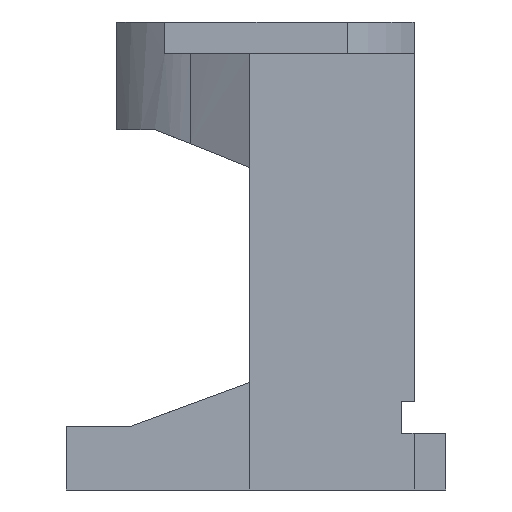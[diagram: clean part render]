
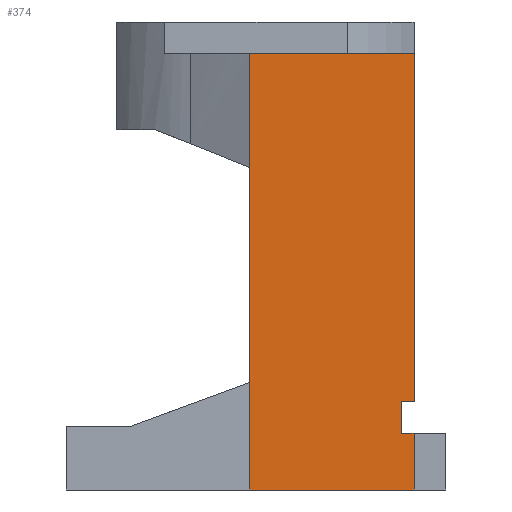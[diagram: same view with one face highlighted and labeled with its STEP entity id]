
A CAD part, left-side view. The second image highlights one B-rep face of the part: STEP entity #374.
In plain terms, the highlighted planar face has unit normal (-1, 0, 0).
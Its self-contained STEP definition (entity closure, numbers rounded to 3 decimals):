
#91 = VECTOR ( 'NONE', #1258, 1000. ) ;
#216 = AXIS2_PLACEMENT_3D ( 'NONE', #808, #809, #810 ) ;
#264 = EDGE_CURVE ( 'NONE', #2167, #2153, #2885, .T. ) ;
#270 = EDGE_CURVE ( 'NONE', #2171, #2137, #2890, .T. ) ;
#374 = ADVANCED_FACE ( 'NONE', ( #2987 ), #807, .T. ) ;
#419 = VECTOR ( 'NONE', #514, 1000. ) ;
#463 = VECTOR ( 'NONE', #501, 1000. ) ;
#500 = CARTESIAN_POINT ( 'NONE',  ( -32.5, -25., 64. ) ) ;
#501 = DIRECTION ( 'NONE',  ( 0., 0., -1. ) ) ;
#513 = CARTESIAN_POINT ( 'NONE',  ( -32.5, 1., 64. ) ) ;
#514 = DIRECTION ( 'NONE',  ( 0., -1., 0. ) ) ;
#807 = PLANE ( 'NONE',  #216 ) ;
#808 = CARTESIAN_POINT ( 'NONE',  ( -32.5, -25., 64. ) ) ;
#809 = DIRECTION ( 'NONE',  ( -1., 0., 0. ) ) ;
#810 = DIRECTION ( 'NONE',  ( 0., 1., 0. ) ) ;
#990 = VECTOR ( 'NONE', #1382, 1000. ) ;
#1000 = VECTOR ( 'NONE', #1402, 1000. ) ;
#1021 = VECTOR ( 'NONE', #1439, 1000. ) ;
#1028 = VECTOR ( 'NONE', #1450, 1000. ) ;
#1037 = VECTOR ( 'NONE', #1464, 1000. ) ;
#1257 = CARTESIAN_POINT ( 'NONE',  ( -32.5, -25., 64. ) ) ;
#1258 = DIRECTION ( 'NONE',  ( 0., 0., -1. ) ) ;
#1344 = CARTESIAN_POINT ( 'NONE',  ( -32.5, -25., 4. ) ) ;
#1348 = CARTESIAN_POINT ( 'NONE',  ( -32.5, 1., 64. ) ) ;
#1361 = CARTESIAN_POINT ( 'NONE',  ( -32.5, -23., 9. ) ) ;
#1362 = CARTESIAN_POINT ( 'NONE',  ( -32.5, -23., 4. ) ) ;
#1381 = CARTESIAN_POINT ( 'NONE',  ( -32.5, -23., 64. ) ) ;
#1382 = DIRECTION ( 'NONE',  ( 0., 0., -1. ) ) ;
#1401 = CARTESIAN_POINT ( 'NONE',  ( -32.5, 1., 64. ) ) ;
#1402 = DIRECTION ( 'NONE',  ( 0., 0., 1. ) ) ;
#1438 = CARTESIAN_POINT ( 'NONE',  ( -32.5, -25., 9. ) ) ;
#1439 = DIRECTION ( 'NONE',  ( 0., 1., 0. ) ) ;
#1449 = CARTESIAN_POINT ( 'NONE',  ( -32.5, -25., 4. ) ) ;
#1450 = DIRECTION ( 'NONE',  ( 0., -1., 0. ) ) ;
#1463 = CARTESIAN_POINT ( 'NONE',  ( -32.5, 1., -5. ) ) ;
#1464 = DIRECTION ( 'NONE',  ( 0., 1., 0. ) ) ;
#2137 = VERTEX_POINT ( 'NONE', #3477 ) ;
#2138 = VERTEX_POINT ( 'NONE', #3489 ) ;
#2142 = VERTEX_POINT ( 'NONE', #3135 ) ;
#2153 = VERTEX_POINT ( 'NONE', #3114 ) ;
#2167 = VERTEX_POINT ( 'NONE', #1344 ) ;
#2171 = VERTEX_POINT ( 'NONE', #1348 ) ;
#2184 = VERTEX_POINT ( 'NONE', #1361 ) ;
#2185 = VERTEX_POINT ( 'NONE', #1362 ) ;
#2320 = ORIENTED_EDGE ( 'NONE', *, *, #270, .F. ) ;
#2321 = ORIENTED_EDGE ( 'NONE', *, *, #3593, .F. ) ;
#2322 = ORIENTED_EDGE ( 'NONE', *, *, #3577, .F. ) ;
#2323 = ORIENTED_EDGE ( 'NONE', *, *, #3822, .F. ) ;
#2324 = ORIENTED_EDGE ( 'NONE', *, *, #3604, .F. ) ;
#2325 = ORIENTED_EDGE ( 'NONE', *, *, #264, .F. ) ;
#2326 = ORIENTED_EDGE ( 'NONE', *, *, #3598, .F. ) ;
#2328 = ORIENTED_EDGE ( 'NONE', *, *, #3570, .F. ) ;
#2589 = EDGE_LOOP ( 'NONE', ( #2321, #2323, #2320, #2322, #2324, #2325, #2326, #2328 ) ) ;
#2885 = LINE ( 'NONE', #500, #463 ) ;
#2890 = LINE ( 'NONE', #513, #419 ) ;
#2987 = FACE_OUTER_BOUND ( 'NONE', #2589, .T. ) ;
#3055 = LINE ( 'NONE', #1381, #990 ) ;
#3059 = LINE ( 'NONE', #1401, #1000 ) ;
#3070 = LINE ( 'NONE', #1438, #1021 ) ;
#3074 = LINE ( 'NONE', #1449, #1028 ) ;
#3078 = LINE ( 'NONE', #1463, #1037 ) ;
#3114 = CARTESIAN_POINT ( 'NONE',  ( -32.5, -25., -5. ) ) ;
#3135 = CARTESIAN_POINT ( 'NONE',  ( -32.5, 1., -5. ) ) ;
#3402 = LINE ( 'NONE', #1257, #91 ) ;
#3477 = CARTESIAN_POINT ( 'NONE',  ( -32.5, -25., 64. ) ) ;
#3489 = CARTESIAN_POINT ( 'NONE',  ( -32.5, -25., 9. ) ) ;
#3570 = EDGE_CURVE ( 'NONE', #2184, #2185, #3055, .T. ) ;
#3577 = EDGE_CURVE ( 'NONE', #2142, #2171, #3059, .T. ) ;
#3593 = EDGE_CURVE ( 'NONE', #2138, #2184, #3070, .T. ) ;
#3598 = EDGE_CURVE ( 'NONE', #2185, #2167, #3074, .T. ) ;
#3604 = EDGE_CURVE ( 'NONE', #2153, #2142, #3078, .T. ) ;
#3822 = EDGE_CURVE ( 'NONE', #2137, #2138, #3402, .T. ) ;
